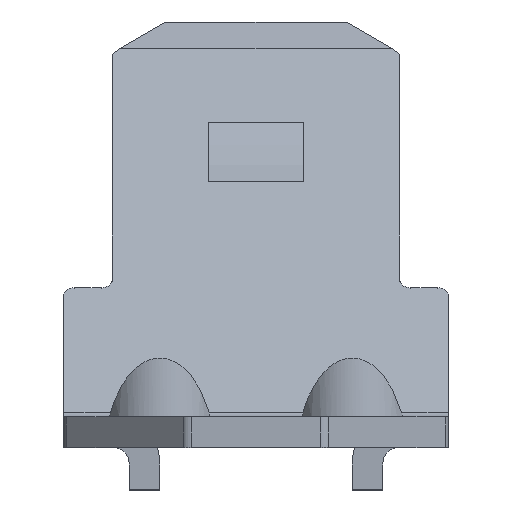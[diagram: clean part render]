
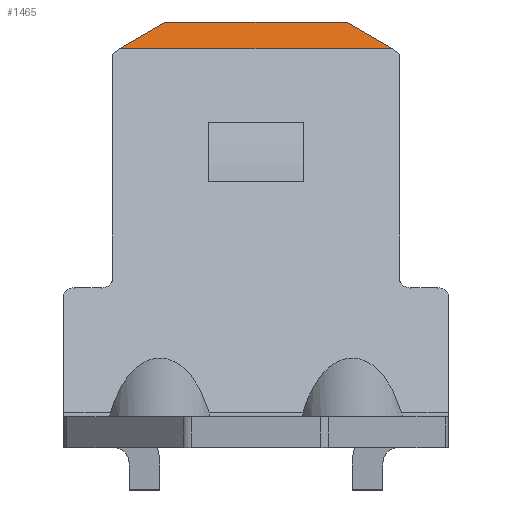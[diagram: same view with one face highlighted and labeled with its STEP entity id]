
A CAD part, top view. The second image highlights one B-rep face of the part: STEP entity #1465.
In plain terms, the highlighted planar face has unit normal (0, 0.819, 0.574).
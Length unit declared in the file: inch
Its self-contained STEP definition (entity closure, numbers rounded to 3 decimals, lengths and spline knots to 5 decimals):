
#7 = LINE ( 'NONE', #1160, #925 ) ;
#156 = EDGE_CURVE ( 'NONE', #1866, #1124, #1267, .T. ) ;
#235 = DIRECTION ( 'NONE',  ( -0.702, -0.409, 0.584 ) ) ;
#306 = CARTESIAN_POINT ( 'NONE',  ( -0.0885, 0.23981, -0.37145 ) ) ;
#458 = LINE ( 'NONE', #2035, #2159 ) ;
#528 = ORIENTED_EDGE ( 'NONE', *, *, #1576, .T. ) ;
#539 = VERTEX_POINT ( 'NONE', #2142 ) ;
#589 = AXIS2_PLACEMENT_3D ( 'NONE', #1004, #2149, #1159 ) ;
#821 = LINE ( 'NONE', #1857, #1191 ) ;
#870 = DIRECTION ( 'NONE',  ( -1., 0., 0. ) ) ;
#889 = VECTOR ( 'NONE', #1894, 39.37008 ) ;
#924 = FACE_OUTER_BOUND ( 'NONE', #2050, .T. ) ;
#925 = VECTOR ( 'NONE', #2151, 39.37008 ) ;
#980 = PLANE ( 'NONE',  #589 ) ;
#994 = EDGE_CURVE ( 'NONE', #1866, #1430, #7, .T. ) ;
#1004 = CARTESIAN_POINT ( 'NONE',  ( 0.125, 0.25728, -0.39641 ) ) ;
#1124 = VERTEX_POINT ( 'NONE', #2183 ) ;
#1159 = DIRECTION ( 'NONE',  ( 0., 0.574, -0.819 ) ) ;
#1160 = CARTESIAN_POINT ( 'NONE',  ( 0.125, 0.23981, -0.37145 ) ) ;
#1181 = ORIENTED_EDGE ( 'NONE', *, *, #994, .F. ) ;
#1191 = VECTOR ( 'NONE', #870, 39.37008 ) ;
#1197 = EDGE_CURVE ( 'NONE', #539, #1430, #458, .T. ) ;
#1267 = LINE ( 'NONE', #1903, #889 ) ;
#1302 = ORIENTED_EDGE ( 'NONE', *, *, #156, .T. ) ;
#1430 = VERTEX_POINT ( 'NONE', #306 ) ;
#1465 = ADVANCED_FACE ( 'NONE', ( #924 ), #980, .F. ) ;
#1576 = EDGE_CURVE ( 'NONE', #1124, #539, #821, .T. ) ;
#1857 = CARTESIAN_POINT ( 'NONE',  ( 0.125, 0.25728, -0.39641 ) ) ;
#1866 = VERTEX_POINT ( 'NONE', #2098 ) ;
#1894 = DIRECTION ( 'NONE',  ( -0.702, 0.409, -0.584 ) ) ;
#1903 = CARTESIAN_POINT ( 'NONE',  ( 0.07385, 0.24834, -0.38364 ) ) ;
#2035 = CARTESIAN_POINT ( 'NONE',  ( -0.05768, 0.25776, -0.39709 ) ) ;
#2050 = EDGE_LOOP ( 'NONE', ( #528, #2063, #1181, #1302 ) ) ;
#2063 = ORIENTED_EDGE ( 'NONE', *, *, #1197, .T. ) ;
#2098 = CARTESIAN_POINT ( 'NONE',  ( 0.0885, 0.23981, -0.37145 ) ) ;
#2142 = CARTESIAN_POINT ( 'NONE',  ( -0.0585, 0.25728, -0.39641 ) ) ;
#2149 = DIRECTION ( 'NONE',  ( 0., -0.819, -0.574 ) ) ;
#2151 = DIRECTION ( 'NONE',  ( -1., 0., 0. ) ) ;
#2159 = VECTOR ( 'NONE', #235, 39.37008 ) ;
#2183 = CARTESIAN_POINT ( 'NONE',  ( 0.0585, 0.25728, -0.39641 ) ) ;
